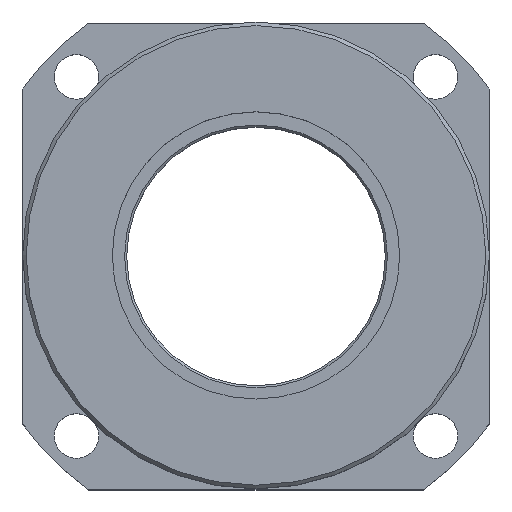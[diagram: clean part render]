
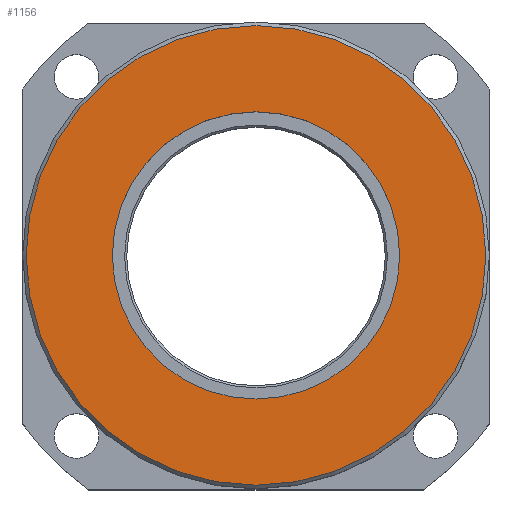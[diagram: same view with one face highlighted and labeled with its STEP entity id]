
A CAD part, top view. The second image highlights one B-rep face of the part: STEP entity #1156.
In plain terms, the highlighted planar face has unit normal (0, 0, 1).
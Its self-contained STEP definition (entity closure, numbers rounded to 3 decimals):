
#230=FACE_BOUND($,#407,.T.);
#231=FACE_BOUND($,#408,.T.);
#407=EDGE_LOOP($,(#988));
#408=EDGE_LOOP($,(#989));
#473=CIRCLE($,#1281,20.);
#476=CIRCLE($,#1288,32.);
#578=VERTEX_POINT($,#2050);
#581=VERTEX_POINT($,#2060);
#715=EDGE_CURVE($,#578,#578,#473,.T.);
#718=EDGE_CURVE($,#581,#581,#476,.T.);
#988=ORIENTED_EDGE($,*,*,#715,.T.);
#989=ORIENTED_EDGE($,*,*,#718,.F.);
#1023=PLANE($,#1289);
#1156=ADVANCED_FACE($,(#230,#231),#1023,.F.);
#1281=AXIS2_PLACEMENT_3D($,#2051,#1588,#1589);
#1288=AXIS2_PLACEMENT_3D($,#2061,#1602,#1603);
#1289=AXIS2_PLACEMENT_3D($,#2062,#1604,#1605);
#1588=DIRECTION('center_axis',(0.,0.,-1.));
#1589=DIRECTION('ref_axis',(-1.,0.,0.));
#1602=DIRECTION('center_axis',(0.,0.,-1.));
#1603=DIRECTION('ref_axis',(-1.,0.,0.));
#1604=DIRECTION('center_axis',(0.,0.,-1.));
#1605=DIRECTION('ref_axis',(-1.,0.,0.));
#2050=CARTESIAN_POINT('',(30.944,-140.421,8.));
#2051=CARTESIAN_POINT('Origin',(10.944,-140.421,8.));
#2060=CARTESIAN_POINT('',(42.944,-140.421,8.));
#2061=CARTESIAN_POINT('Origin',(10.944,-140.421,8.));
#2062=CARTESIAN_POINT('Origin',(10.944,-140.421,8.));
